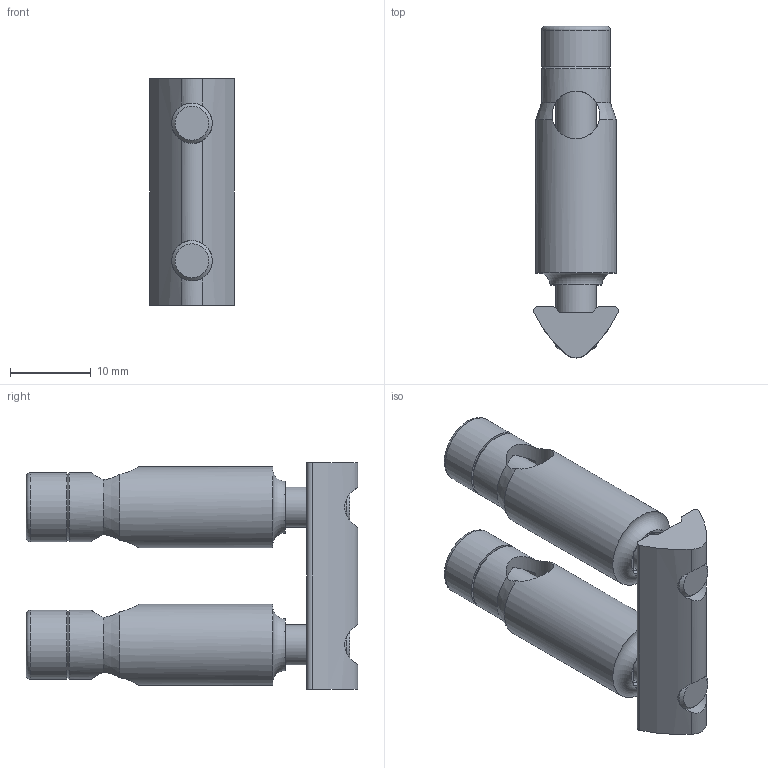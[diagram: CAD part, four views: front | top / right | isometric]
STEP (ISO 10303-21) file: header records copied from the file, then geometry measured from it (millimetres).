
FILE_DESCRIPTION(('STEP AP203'),'1');
FILE_NAME('FIXE06E1509.stp','2023-10-02T15:20:40',(' '),(' '),'Spatial InterOp 3D',' ',' ');
FILE_SCHEMA(('CONFIG_CONTROL_DESIGN'));
Length unit declared in the file: millimetre
Products named in the file (4): Fixation automatique 6 larg. 30; Vis CHC - M5x35; douille2; Ecrou 6 St 2xM6-28
Assembly tree (5 placements, depth 2):
  Fixation automatique 6 larg. 30
    Vis CHC - M5x35  x2
    douille2  x2
    Ecrou 6 St 2xM6-28
Bounding box: 10.5 x 41 x 28 mm (x, y, z)
Volume: 5295.9 mm3; surface area: 5167.1 mm2
Topology: 5 solids, 5 shells, 138 faces, 354 edges, 218 vertices
Faces by surface type: plane 101, cylinder 23, cone 10, torus 4
Full cylindrical faces by diameter (mm): 5 x8, 5.9 x2, 8.5 x4, 10 x2
Entity records: 3570 total; most frequent: CARTESIAN_POINT 839, ORIENTED_EDGE 370, DIRECTION 364, EDGE_CURVE 185, AXIS2_PLACEMENT_3D 131, VERTEX_POINT 122, PROPERTY_DEFINITION_REPRESENTATION 119, GENERAL_PROPERTY_ASSOCIATION 119
